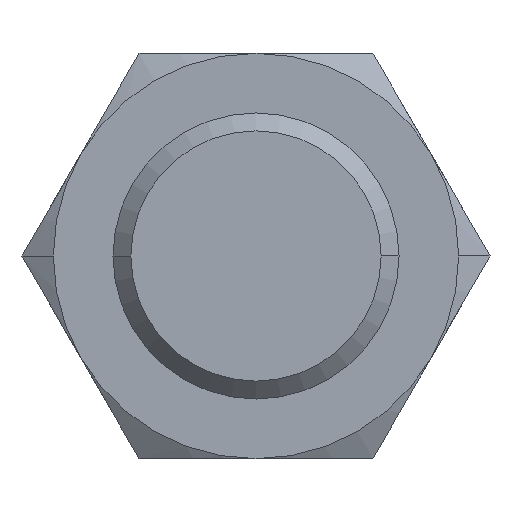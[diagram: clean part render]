
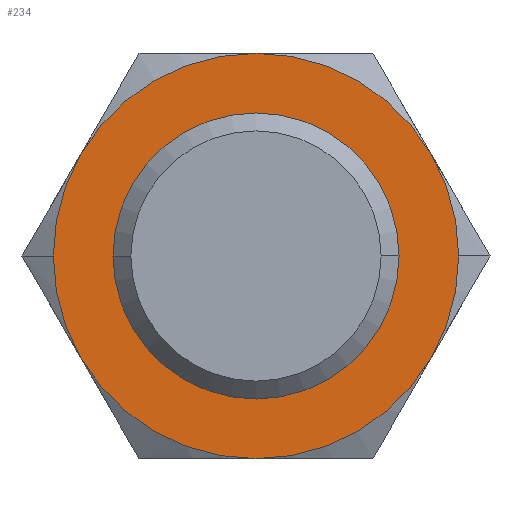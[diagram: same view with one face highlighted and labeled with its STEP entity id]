
A CAD part, front view. The second image highlights one B-rep face of the part: STEP entity #234.
In plain terms, the highlighted planar face has unit normal (0, -1, 0).
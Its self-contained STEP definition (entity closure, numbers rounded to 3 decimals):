
#234=ADVANCED_FACE('',(#407,#408),#409,.T.);
#407=FACE_OUTER_BOUND('',#619,.T.);
#408=FACE_BOUND('',#620,.T.);
#409=PLANE('',#621);
#619=EDGE_LOOP('',(#1137,#1138,#1139,#1140,#1141,#1142,#1143,#1144));
#620=EDGE_LOOP('',(#1145,#1146));
#621=AXIS2_PLACEMENT_3D('',#1147,#1148,#1149);
#1137=ORIENTED_EDGE('',*,*,#1544,.F.);
#1138=ORIENTED_EDGE('',*,*,#1530,.F.);
#1139=ORIENTED_EDGE('',*,*,#1533,.F.);
#1140=ORIENTED_EDGE('',*,*,#1535,.F.);
#1141=ORIENTED_EDGE('',*,*,#1528,.F.);
#1142=ORIENTED_EDGE('',*,*,#1539,.F.);
#1143=ORIENTED_EDGE('',*,*,#1542,.F.);
#1144=ORIENTED_EDGE('',*,*,#1524,.F.);
#1145=ORIENTED_EDGE('',*,*,#1564,.T.);
#1146=ORIENTED_EDGE('',*,*,#1508,.T.);
#1147=CARTESIAN_POINT('',(7.25,-13.0,0.0));
#1148=DIRECTION('',(0.0,-1.0,0.0));
#1149=DIRECTION('',(-1.0,0.0,0.0));
#1508=EDGE_CURVE('',#1778,#1775,#1779,.T.);
#1524=EDGE_CURVE('',#1805,#1808,#1809,.T.);
#1528=EDGE_CURVE('',#1814,#1812,#1816,.T.);
#1530=EDGE_CURVE('',#1818,#1820,#1821,.T.);
#1533=EDGE_CURVE('',#1824,#1818,#1826,.T.);
#1535=EDGE_CURVE('',#1812,#1824,#1828,.T.);
#1539=EDGE_CURVE('',#1832,#1814,#1834,.T.);
#1542=EDGE_CURVE('',#1808,#1832,#1838,.T.);
#1544=EDGE_CURVE('',#1820,#1805,#1840,.T.);
#1564=EDGE_CURVE('',#1775,#1778,#1868,.T.);
#1775=VERTEX_POINT('',#2275);
#1778=VERTEX_POINT('',#2279);
#1779=CIRCLE('',#2280,6.0);
#1805=VERTEX_POINT('',#2335);
#1808=VERTEX_POINT('',#2339);
#1809=CIRCLE('',#2340,8.5);
#1812=VERTEX_POINT('',#2354);
#1814=VERTEX_POINT('',#2357);
#1816=CIRCLE('',#2370,8.5);
#1818=VERTEX_POINT('',#2372);
#1820=VERTEX_POINT('',#2385);
#1821=CIRCLE('',#2386,8.5);
#1824=VERTEX_POINT('',#2400);
#1826=CIRCLE('',#2413,8.5);
#1828=CIRCLE('',#2426,8.5);
#1832=VERTEX_POINT('',#2452);
#1834=CIRCLE('',#2465,8.5);
#1838=CIRCLE('',#2491,8.5);
#1840=CIRCLE('',#2504,8.5);
#1868=CIRCLE('',#2642,6.0);
#2275=CARTESIAN_POINT('',(6.0,-13.0,0.0));
#2279=CARTESIAN_POINT('',(-6.0,-13.0,0.));
#2280=AXIS2_PLACEMENT_3D('',#3219,#3220,#3221);
#2335=CARTESIAN_POINT('',(8.5,-13.0,0.));
#2339=CARTESIAN_POINT('',(7.361,-13.0,-4.25));
#2340=AXIS2_PLACEMENT_3D('',#3245,#3246,#3247);
#2354=CARTESIAN_POINT('',(-8.5,-13.0,0.));
#2357=CARTESIAN_POINT('',(-7.361,-13.0,-4.25));
#2370=AXIS2_PLACEMENT_3D('',#3249,#3250,#3251);
#2372=CARTESIAN_POINT('',(0.,-13.0,8.5));
#2385=CARTESIAN_POINT('',(7.361,-13.0,4.25));
#2386=AXIS2_PLACEMENT_3D('',#3252,#3253,#3254);
#2400=CARTESIAN_POINT('',(-7.361,-13.0,4.25));
#2413=AXIS2_PLACEMENT_3D('',#3255,#3256,#3257);
#2426=AXIS2_PLACEMENT_3D('',#3258,#3259,#3260);
#2452=CARTESIAN_POINT('',(0.0,-13.0,-8.5));
#2465=AXIS2_PLACEMENT_3D('',#3261,#3262,#3263);
#2491=AXIS2_PLACEMENT_3D('',#3264,#3265,#3266);
#2504=AXIS2_PLACEMENT_3D('',#3267,#3268,#3269);
#2642=AXIS2_PLACEMENT_3D('',#3297,#3298,#3299);
#3219=CARTESIAN_POINT('',(0.0,-13.0,0.0));
#3220=DIRECTION('',(0.0,1.0,0.0));
#3221=DIRECTION('',(1.0,0.0,0.0));
#3245=CARTESIAN_POINT('',(0.0,-13.0,0.0));
#3246=DIRECTION('',(0.0,1.0,0.0));
#3247=DIRECTION('',(1.0,0.0,0.0));
#3249=CARTESIAN_POINT('',(0.0,-13.0,0.0));
#3250=DIRECTION('',(0.0,1.0,0.0));
#3251=DIRECTION('',(1.0,0.0,0.0));
#3252=CARTESIAN_POINT('',(0.0,-13.0,0.0));
#3253=DIRECTION('',(0.0,1.0,0.0));
#3254=DIRECTION('',(1.0,0.0,0.0));
#3255=CARTESIAN_POINT('',(0.0,-13.0,0.0));
#3256=DIRECTION('',(0.0,1.0,0.0));
#3257=DIRECTION('',(1.0,0.0,0.0));
#3258=CARTESIAN_POINT('',(0.0,-13.0,0.0));
#3259=DIRECTION('',(0.0,1.0,0.0));
#3260=DIRECTION('',(1.0,0.0,0.0));
#3261=CARTESIAN_POINT('',(0.0,-13.0,0.0));
#3262=DIRECTION('',(0.0,1.0,0.0));
#3263=DIRECTION('',(1.0,0.0,0.0));
#3264=CARTESIAN_POINT('',(0.0,-13.0,0.0));
#3265=DIRECTION('',(0.0,1.0,0.0));
#3266=DIRECTION('',(1.0,0.0,0.0));
#3267=CARTESIAN_POINT('',(0.0,-13.0,0.0));
#3268=DIRECTION('',(0.0,1.0,0.0));
#3269=DIRECTION('',(1.0,0.0,0.0));
#3297=CARTESIAN_POINT('',(0.0,-13.0,0.0));
#3298=DIRECTION('',(0.0,1.0,0.0));
#3299=DIRECTION('',(1.0,0.0,0.0));
